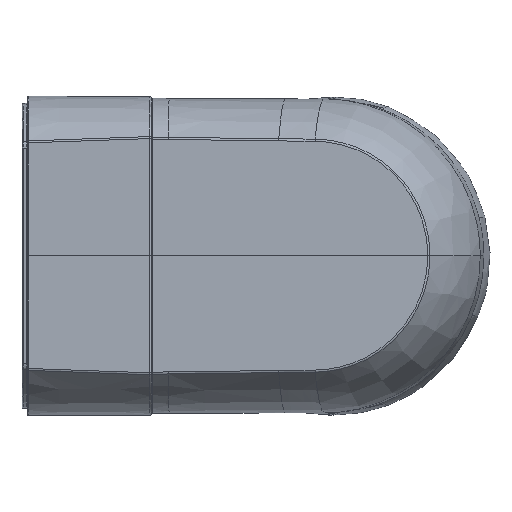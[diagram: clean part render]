
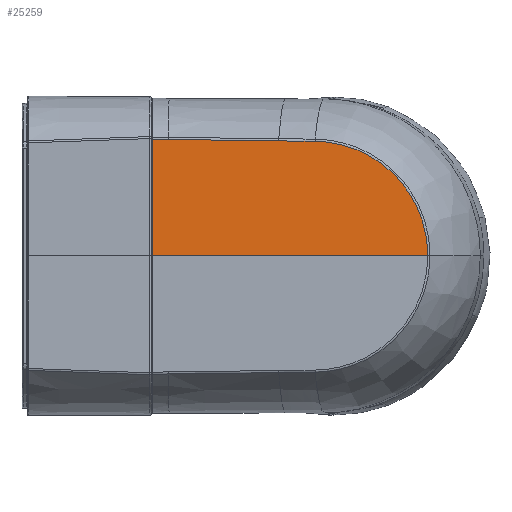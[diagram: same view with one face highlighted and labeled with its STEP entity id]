
A CAD part, top view. The second image highlights one B-rep face of the part: STEP entity #25259.
In plain terms, the highlighted planar face has unit normal (0.036, 0, 0.999).
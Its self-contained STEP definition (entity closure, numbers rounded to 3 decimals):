
#24730=CARTESIAN_POINT('Vertex',(21.5,0.,24.503)) ;
#24733=CARTESIAN_POINT('Line Origine',(21.5,-2.5,24.503)) ;
#24737=CARTESIAN_POINT('Vertex',(21.5,20.133,24.503)) ;
#25173=CARTESIAN_POINT('Control Point',(21.5,20.133,24.503)) ;
#25174=CARTESIAN_POINT('Control Point',(21.978,20.126,24.486)) ;
#25175=CARTESIAN_POINT('Control Point',(22.553,20.119,24.465)) ;
#25176=CARTESIAN_POINT('Control Point',(23.261,20.11,24.44)) ;
#25177=CARTESIAN_POINT('Control Point',(23.836,20.102,24.419)) ;
#25178=CARTESIAN_POINT('Control Point',(24.315,20.096,24.402)) ;
#25179=CARTESIAN_POINT('Vertex',(24.315,20.096,24.402)) ;
#25195=CARTESIAN_POINT('Axis2P3D Location',(-0.011,19.99,25.276)) ;
#25200=CARTESIAN_POINT('Line Origine',(34.967,0.,24.019)) ;
#25204=CARTESIAN_POINT('Vertex',(69.174,0.,22.789)) ;
#25208=CARTESIAN_POINT('Control Point',(69.174,0.,22.789)) ;
#25209=CARTESIAN_POINT('Control Point',(69.174,1.635,22.789)) ;
#25210=CARTESIAN_POINT('Control Point',(69.005,3.27,22.795)) ;
#25211=CARTESIAN_POINT('Control Point',(68.667,4.888,22.808)) ;
#25212=CARTESIAN_POINT('Control Point',(67.597,8.218,22.846)) ;
#25213=CARTESIAN_POINT('Control Point',(65.808,11.266,22.91)) ;
#25214=CARTESIAN_POINT('Control Point',(64.68,12.755,22.951)) ;
#25215=CARTESIAN_POINT('Control Point',(62.662,14.849,23.023)) ;
#25216=CARTESIAN_POINT('Control Point',(60.319,16.531,23.108)) ;
#25217=CARTESIAN_POINT('Control Point',(59.445,17.075,23.139)) ;
#25218=CARTESIAN_POINT('Control Point',(57.083,18.342,23.224)) ;
#25219=CARTESIAN_POINT('Control Point',(54.555,19.191,23.315)) ;
#25220=CARTESIAN_POINT('Control Point',(52.952,19.549,23.373)) ;
#25221=CARTESIAN_POINT('Control Point',(51.317,19.743,23.431)) ;
#25222=CARTESIAN_POINT('Control Point',(49.665,19.765,23.491)) ;
#25223=CARTESIAN_POINT('Vertex',(49.665,19.765,23.491)) ;
#25227=CARTESIAN_POINT('Control Point',(49.665,19.765,23.491)) ;
#25228=CARTESIAN_POINT('Control Point',(47.576,19.792,23.566)) ;
#25229=CARTESIAN_POINT('Control Point',(45.486,19.819,23.641)) ;
#25230=CARTESIAN_POINT('Control Point',(43.396,19.846,23.716)) ;
#25231=CARTESIAN_POINT('Vertex',(43.396,19.846,23.716)) ;
#25235=CARTESIAN_POINT('Control Point',(43.396,19.846,23.716)) ;
#25236=CARTESIAN_POINT('Control Point',(40.752,19.881,23.811)) ;
#25237=CARTESIAN_POINT('Control Point',(38.112,19.915,23.906)) ;
#25238=CARTESIAN_POINT('Control Point',(35.656,19.947,23.994)) ;
#25239=CARTESIAN_POINT('Control Point',(32.861,19.984,24.095)) ;
#25240=CARTESIAN_POINT('Control Point',(30.068,20.02,24.195)) ;
#25241=CARTESIAN_POINT('Control Point',(29.872,20.023,24.202)) ;
#25242=CARTESIAN_POINT('Control Point',(28.913,20.035,24.237)) ;
#25243=CARTESIAN_POINT('Control Point',(27.979,20.048,24.27)) ;
#25244=CARTESIAN_POINT('Control Point',(27.287,20.057,24.295)) ;
#25245=CARTESIAN_POINT('Control Point',(26.272,20.07,24.332)) ;
#25246=CARTESIAN_POINT('Control Point',(25.264,20.083,24.368)) ;
#25247=CARTESIAN_POINT('Control Point',(24.948,20.087,24.379)) ;
#25248=CARTESIAN_POINT('Control Point',(24.631,20.092,24.391)) ;
#25249=CARTESIAN_POINT('Control Point',(24.315,20.096,24.402)) ;
#24734=DIRECTION('Vector Direction',(0.,1.,0.)) ;
#25196=DIRECTION('Axis2P3D Direction',(0.036,0.,0.999)) ;
#25197=DIRECTION('Axis2P3D XDirection',(0.,-1.,0.)) ;
#25201=DIRECTION('Vector Direction',(0.999,0.,-0.036)) ;
#25198=AXIS2_PLACEMENT_3D('Plane Axis2P3D',#25195,#25196,#25197) ;
#25252=ORIENTED_EDGE('',*,*,#24739,.F.) ;
#25253=ORIENTED_EDGE('',*,*,#25206,.F.) ;
#25254=ORIENTED_EDGE('',*,*,#25225,.T.) ;
#25255=ORIENTED_EDGE('',*,*,#25233,.T.) ;
#25256=ORIENTED_EDGE('',*,*,#25250,.T.) ;
#25257=ORIENTED_EDGE('',*,*,#25181,.T.) ;
#24735=VECTOR('Line Direction',#24734,1.) ;
#25202=VECTOR('Line Direction',#25201,1.) ;
#25259=ADVANCED_FACE('Body.2',(#25258),#25199,.T.) ;
#25172=B_SPLINE_CURVE_WITH_KNOTS('',5,(#25173,#25174,#25175,#25176,#25177,#25178),.UNSPECIFIED.,.F.,.U.,(6,6),(9.13,12.151),.UNSPECIFIED.) ;
#25207=B_SPLINE_CURVE_WITH_KNOTS('',5,(#25208,#25209,#25210,#25211,#25212,#25213,#25214,#25215,#25216,#25217,#25218,#25219,#25220,#25221,#25222),.UNSPECIFIED.,.F.,.U.,(6,3,3,3,6),(0.,13.609,28.689,37.077,50.628),.UNSPECIFIED.) ;
#25226=B_SPLINE_CURVE_WITH_KNOTS('',3,(#25227,#25228,#25229,#25230),.UNSPECIFIED.,.F.,.U.,(4,4),(0.,9.081),.UNSPECIFIED.) ;
#25234=B_SPLINE_CURVE_WITH_KNOTS('',5,(#25235,#25236,#25237,#25238,#25239,#25240,#25241,#25242,#25243,#25244,#25245,#25246,#25247,#25248,#25249),.UNSPECIFIED.,.F.,.U.,(6,3,3,3,6),(0.,19.136,20.585,26.248,28.823),.UNSPECIFIED.) ;
#24739=EDGE_CURVE('',#24731,#24738,#24736,.T.) ;
#25181=EDGE_CURVE('',#25180,#24738,#25172,.F.) ;
#25206=EDGE_CURVE('',#25205,#24731,#25203,.F.) ;
#25225=EDGE_CURVE('',#25205,#25224,#25207,.T.) ;
#25233=EDGE_CURVE('',#25224,#25232,#25226,.T.) ;
#25250=EDGE_CURVE('',#25232,#25180,#25234,.T.) ;
#25251=EDGE_LOOP('',(#25252,#25253,#25254,#25255,#25256,#25257)) ;
#25258=FACE_OUTER_BOUND('',#25251,.T.) ;
#24736=LINE('Line',#24733,#24735) ;
#25203=LINE('Line',#25200,#25202) ;
#25199=PLANE('',#25198) ;
#24731=VERTEX_POINT('',#24730) ;
#24738=VERTEX_POINT('',#24737) ;
#25180=VERTEX_POINT('',#25179) ;
#25205=VERTEX_POINT('',#25204) ;
#25224=VERTEX_POINT('',#25223) ;
#25232=VERTEX_POINT('',#25231) ;
